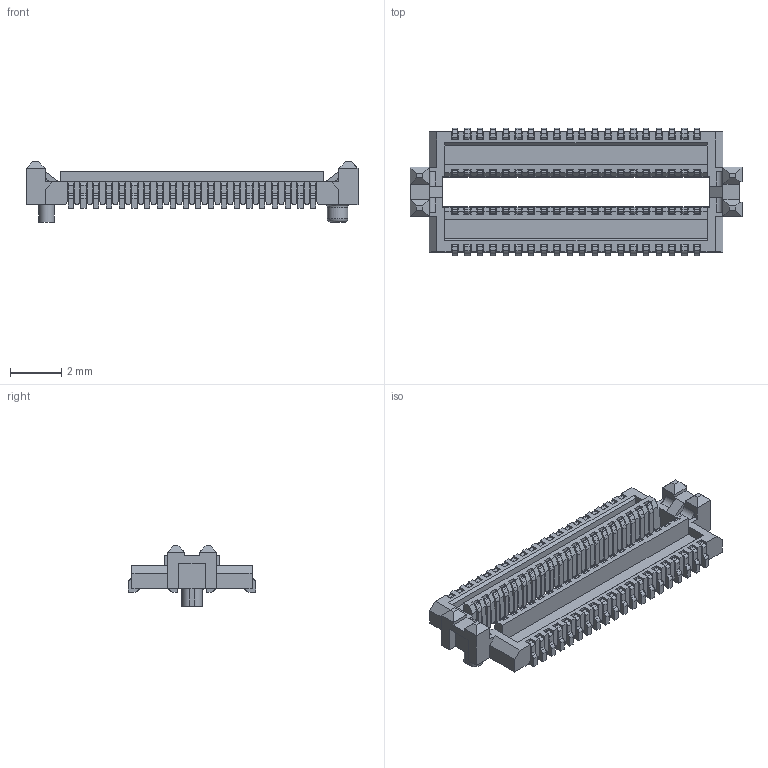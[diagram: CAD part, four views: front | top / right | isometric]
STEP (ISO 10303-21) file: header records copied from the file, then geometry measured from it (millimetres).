
FILE_DESCRIPTION(/* description */ (''),/* implementation_level */ '2;1');
FILE_NAME(/* name */ 'TLH-020-0.50-G-D-A.stp',/* time_stamp */ '2021-07-14T15:48:12-07:00',/* author */ (''),/* organization */ (''),/* preprocessor_version */ 'ST-DEVELOPER v15.2',/* originating_system */ 'Autodesk Translator Framework v2.0.0.5431',/* authorisation */ '');
FILE_SCHEMA (('AUTOMOTIVE_DESIGN { 1 0 10303 214 3 1 1 }'));
Products named in the file (1): (Unsaved)
Bounding box: 13 x 5 x 2.36 mm (x, y, z)
Volume: 37.2 mm3; surface area: 373.9 mm2
Topology: 3 solids, 3 shells, 1863 faces, 5543 edges, 3685 vertices
Faces by surface type: plane 1212, cylinder 649, torus 2
Full cylindrical faces by diameter (mm): 0.8 x1
Entity records: 62386 total; most frequent: CARTESIAN_POINT 11087, ORIENTED_EDGE 11078, DIRECTION 10567, EDGE_CURVE 5539, LINE 4239, VECTOR 4239, VERTEX_POINT 3684, AXIS2_PLACEMENT_3D 3164
